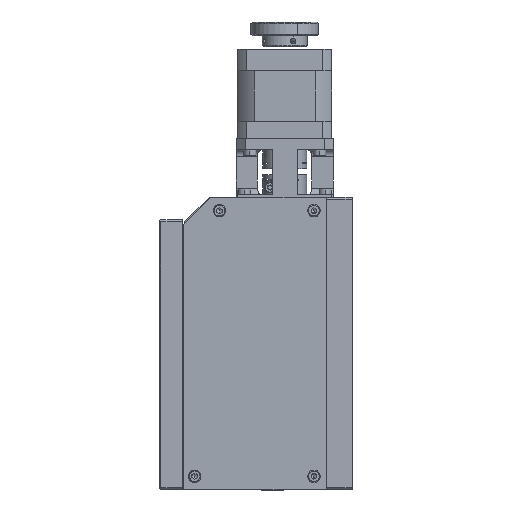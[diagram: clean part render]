
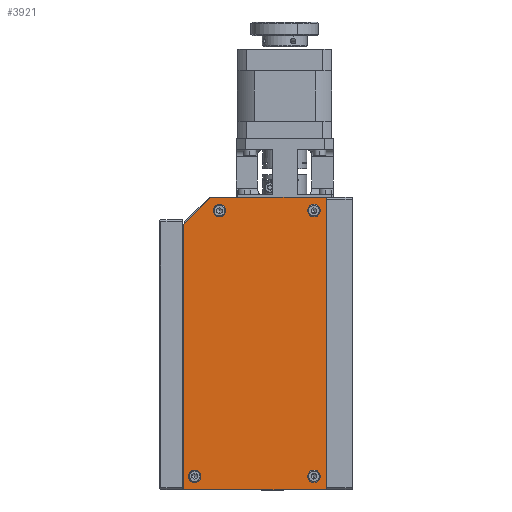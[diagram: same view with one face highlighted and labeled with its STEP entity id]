
A CAD part, left-side view. The second image highlights one B-rep face of the part: STEP entity #3921.
In plain terms, the highlighted planar face has unit normal (-1, 0, 0).
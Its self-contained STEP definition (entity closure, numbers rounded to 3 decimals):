
#971 = CARTESIAN_POINT ( 'NONE',  ( -44., 17., 124. ) ) ;
#979 = CIRCLE ( 'NONE', #28501, 1.75 ) ;
#1963 = CARTESIAN_POINT ( 'NONE',  ( -44., 17., 125.75 ) ) ;
#2065 = AXIS2_PLACEMENT_3D ( 'NONE', #15401, #33516, #11845 ) ;
#2394 = CIRCLE ( 'NONE', #43009, 1.75 ) ;
#2442 = EDGE_LOOP ( 'NONE', ( #43352, #38707 ) ) ;
#3891 = EDGE_CURVE ( 'NONE', #38693, #37325, #29584, .T. ) ;
#3921 = ADVANCED_FACE ( 'NONE', ( #27921, #34541, #14098, #27398, #33978 ), #40636, .T. ) ;
#4392 = EDGE_CURVE ( 'NONE', #14396, #29128, #14060, .T. ) ;
#4415 = CARTESIAN_POINT ( 'NONE',  ( -44., 75., 0. ) ) ;
#4690 = CIRCLE ( 'NONE', #5973, 1.75 ) ;
#5973 = AXIS2_PLACEMENT_3D ( 'NONE', #41901, #24921, #21061 ) ;
#6373 = CARTESIAN_POINT ( 'NONE',  ( -44., 70., 6. ) ) ;
#7197 = EDGE_LOOP ( 'NONE', ( #20154, #45403 ) ) ;
#7373 = ORIENTED_EDGE ( 'NONE', *, *, #21507, .F. ) ;
#7543 = CARTESIAN_POINT ( 'NONE',  ( -44., 17., 122.25 ) ) ;
#7884 = EDGE_CURVE ( 'NONE', #29128, #14396, #27020, .T. ) ;
#7921 = DIRECTION ( 'NONE',  ( -1., 0., 0. ) ) ;
#8058 = CARTESIAN_POINT ( 'NONE',  ( -44., 17., 4.25 ) ) ;
#8812 = CARTESIAN_POINT ( 'NONE',  ( -44., 75., 130. ) ) ;
#9268 = CARTESIAN_POINT ( 'NONE',  ( -44., 11.5, 130. ) ) ;
#9889 = DIRECTION ( 'NONE',  ( 0., 0., 1. ) ) ;
#9905 = VERTEX_POINT ( 'NONE', #17366 ) ;
#9943 = ORIENTED_EDGE ( 'NONE', *, *, #24168, .F. ) ;
#9954 = DIRECTION ( 'NONE',  ( 0., 0.707, -0.707 ) ) ;
#10179 = DIRECTION ( 'NONE',  ( 0., 0., 1. ) ) ;
#10457 = CARTESIAN_POINT ( 'NONE',  ( -44., 11.5, 0. ) ) ;
#11329 = VERTEX_POINT ( 'NONE', #1963 ) ;
#11845 = DIRECTION ( 'NONE',  ( 0., 0., 1. ) ) ;
#12205 = VERTEX_POINT ( 'NONE', #33050 ) ;
#12292 = AXIS2_PLACEMENT_3D ( 'NONE', #44841, #24016, #9889 ) ;
#13112 = DIRECTION ( 'NONE',  ( -1., 0., 0. ) ) ;
#13406 = VERTEX_POINT ( 'NONE', #7543 ) ;
#14031 = CIRCLE ( 'NONE', #20407, 1.75 ) ;
#14060 = CIRCLE ( 'NONE', #12292, 1.75 ) ;
#14098 = FACE_BOUND ( 'NONE', #23779, .T. ) ;
#14396 = VERTEX_POINT ( 'NONE', #8058 ) ;
#14426 = DIRECTION ( 'NONE',  ( -1., 0., 0. ) ) ;
#15005 = VERTEX_POINT ( 'NONE', #43240 ) ;
#15401 = CARTESIAN_POINT ( 'NONE',  ( -44., 17., 6. ) ) ;
#16536 = LINE ( 'NONE', #8812, #39210 ) ;
#16644 = EDGE_CURVE ( 'NONE', #34671, #9905, #14031, .T. ) ;
#17366 = CARTESIAN_POINT ( 'NONE',  ( -44., 59., 122.25 ) ) ;
#17442 = CARTESIAN_POINT ( 'NONE',  ( -44., 75., 0. ) ) ;
#17629 = VERTEX_POINT ( 'NONE', #43026 ) ;
#17898 = ORIENTED_EDGE ( 'NONE', *, *, #3891, .F. ) ;
#18083 = CARTESIAN_POINT ( 'NONE',  ( -44., 17., 7.75 ) ) ;
#18276 = EDGE_LOOP ( 'NONE', ( #9943, #38997, #22862, #20711, #17898 ) ) ;
#18495 = DIRECTION ( 'NONE',  ( 0., 0., 1. ) ) ;
#18835 = AXIS2_PLACEMENT_3D ( 'NONE', #4415, #29158, #18974 ) ;
#18955 = DIRECTION ( 'NONE',  ( 0., 1., 0. ) ) ;
#18974 = DIRECTION ( 'NONE',  ( 0., 0., 1. ) ) ;
#19795 = DIRECTION ( 'NONE',  ( 0., 0., -1. ) ) ;
#20061 = EDGE_CURVE ( 'NONE', #43479, #32027, #16536, .T. ) ;
#20154 = ORIENTED_EDGE ( 'NONE', *, *, #7884, .F. ) ;
#20407 = AXIS2_PLACEMENT_3D ( 'NONE', #21889, #14426, #18495 ) ;
#20490 = ORIENTED_EDGE ( 'NONE', *, *, #33740, .F. ) ;
#20711 = ORIENTED_EDGE ( 'NONE', *, *, #38054, .F. ) ;
#21061 = DIRECTION ( 'NONE',  ( 0., 0., 1. ) ) ;
#21507 = EDGE_CURVE ( 'NONE', #11329, #13406, #35254, .T. ) ;
#21889 = CARTESIAN_POINT ( 'NONE',  ( -44., 59., 124. ) ) ;
#22862 = ORIENTED_EDGE ( 'NONE', *, *, #20061, .F. ) ;
#23779 = EDGE_LOOP ( 'NONE', ( #30842, #20490 ) ) ;
#24016 = DIRECTION ( 'NONE',  ( -1., 0., 0. ) ) ;
#24145 = VECTOR ( 'NONE', #9954, 1000. ) ;
#24168 = EDGE_CURVE ( 'NONE', #15005, #38693, #36525, .T. ) ;
#24640 = DIRECTION ( 'NONE',  ( 0., 0., 1. ) ) ;
#24921 = DIRECTION ( 'NONE',  ( -1., 0., 0. ) ) ;
#26214 = CARTESIAN_POINT ( 'NONE',  ( -44., 11.5, 0. ) ) ;
#27020 = CIRCLE ( 'NONE', #2065, 1.75 ) ;
#27035 = EDGE_CURVE ( 'NONE', #17629, #12205, #27459, .T. ) ;
#27163 = AXIS2_PLACEMENT_3D ( 'NONE', #6373, #31093, #38009 ) ;
#27398 = FACE_BOUND ( 'NONE', #29368, .T. ) ;
#27459 = CIRCLE ( 'NONE', #27163, 1.75 ) ;
#27563 = CARTESIAN_POINT ( 'NONE',  ( -44., 59., 124. ) ) ;
#27921 = FACE_BOUND ( 'NONE', #2442, .T. ) ;
#28501 = AXIS2_PLACEMENT_3D ( 'NONE', #38319, #13112, #10179 ) ;
#28913 = DIRECTION ( 'NONE',  ( 0., -1., 0. ) ) ;
#29128 = VERTEX_POINT ( 'NONE', #18083 ) ;
#29158 = DIRECTION ( 'NONE',  ( -1., 0., 0. ) ) ;
#29226 = DIRECTION ( 'NONE',  ( 0., 0., 1. ) ) ;
#29368 = EDGE_LOOP ( 'NONE', ( #7373, #38155 ) ) ;
#29584 = LINE ( 'NONE', #37235, #37294 ) ;
#30842 = ORIENTED_EDGE ( 'NONE', *, *, #16644, .F. ) ;
#31001 = VECTOR ( 'NONE', #28913, 1000. ) ;
#31093 = DIRECTION ( 'NONE',  ( -1., 0., 0. ) ) ;
#31115 = CARTESIAN_POINT ( 'NONE',  ( -44., 59., 125.75 ) ) ;
#31183 = CARTESIAN_POINT ( 'NONE',  ( -44., 134., 59. ) ) ;
#31717 = DIRECTION ( 'NONE',  ( -1., 0., 0. ) ) ;
#32027 = VERTEX_POINT ( 'NONE', #43991 ) ;
#32197 = EDGE_CURVE ( 'NONE', #15005, #32027, #36249, .T. ) ;
#32765 = CARTESIAN_POINT ( 'NONE',  ( -44., 11.5, 130. ) ) ;
#32920 = EDGE_CURVE ( 'NONE', #13406, #11329, #4690, .T. ) ;
#33050 = CARTESIAN_POINT ( 'NONE',  ( -44., 70., 7.75 ) ) ;
#33516 = DIRECTION ( 'NONE',  ( -1., 0., 0. ) ) ;
#33553 = DIRECTION ( 'NONE',  ( 0., 0., 1. ) ) ;
#33740 = EDGE_CURVE ( 'NONE', #9905, #34671, #2394, .T. ) ;
#33978 = FACE_OUTER_BOUND ( 'NONE', #18276, .T. ) ;
#34541 = FACE_BOUND ( 'NONE', #7197, .T. ) ;
#34671 = VERTEX_POINT ( 'NONE', #31115 ) ;
#35254 = CIRCLE ( 'NONE', #37081, 1.75 ) ;
#36249 = LINE ( 'NONE', #31183, #24145 ) ;
#36525 = LINE ( 'NONE', #32765, #31001 ) ;
#37081 = AXIS2_PLACEMENT_3D ( 'NONE', #971, #7921, #29226 ) ;
#37117 = VECTOR ( 'NONE', #18955, 1000. ) ;
#37235 = CARTESIAN_POINT ( 'NONE',  ( -44., 11.5, 130. ) ) ;
#37294 = VECTOR ( 'NONE', #19795, 1000. ) ;
#37325 = VERTEX_POINT ( 'NONE', #10457 ) ;
#38009 = DIRECTION ( 'NONE',  ( 0., 0., 1. ) ) ;
#38054 = EDGE_CURVE ( 'NONE', #37325, #43479, #39855, .T. ) ;
#38155 = ORIENTED_EDGE ( 'NONE', *, *, #32920, .F. ) ;
#38319 = CARTESIAN_POINT ( 'NONE',  ( -44., 70., 6. ) ) ;
#38693 = VERTEX_POINT ( 'NONE', #9268 ) ;
#38707 = ORIENTED_EDGE ( 'NONE', *, *, #27035, .F. ) ;
#38997 = ORIENTED_EDGE ( 'NONE', *, *, #32197, .T. ) ;
#39210 = VECTOR ( 'NONE', #33553, 1000. ) ;
#39855 = LINE ( 'NONE', #26214, #37117 ) ;
#40566 = EDGE_CURVE ( 'NONE', #12205, #17629, #979, .T. ) ;
#40636 = PLANE ( 'NONE',  #18835 ) ;
#41901 = CARTESIAN_POINT ( 'NONE',  ( -44., 17., 124. ) ) ;
#43009 = AXIS2_PLACEMENT_3D ( 'NONE', #27563, #31717, #24640 ) ;
#43026 = CARTESIAN_POINT ( 'NONE',  ( -44., 70., 4.25 ) ) ;
#43240 = CARTESIAN_POINT ( 'NONE',  ( -44., 63., 130. ) ) ;
#43352 = ORIENTED_EDGE ( 'NONE', *, *, #40566, .F. ) ;
#43479 = VERTEX_POINT ( 'NONE', #17442 ) ;
#43991 = CARTESIAN_POINT ( 'NONE',  ( -44., 75., 118. ) ) ;
#44841 = CARTESIAN_POINT ( 'NONE',  ( -44., 17., 6. ) ) ;
#45403 = ORIENTED_EDGE ( 'NONE', *, *, #4392, .F. ) ;
